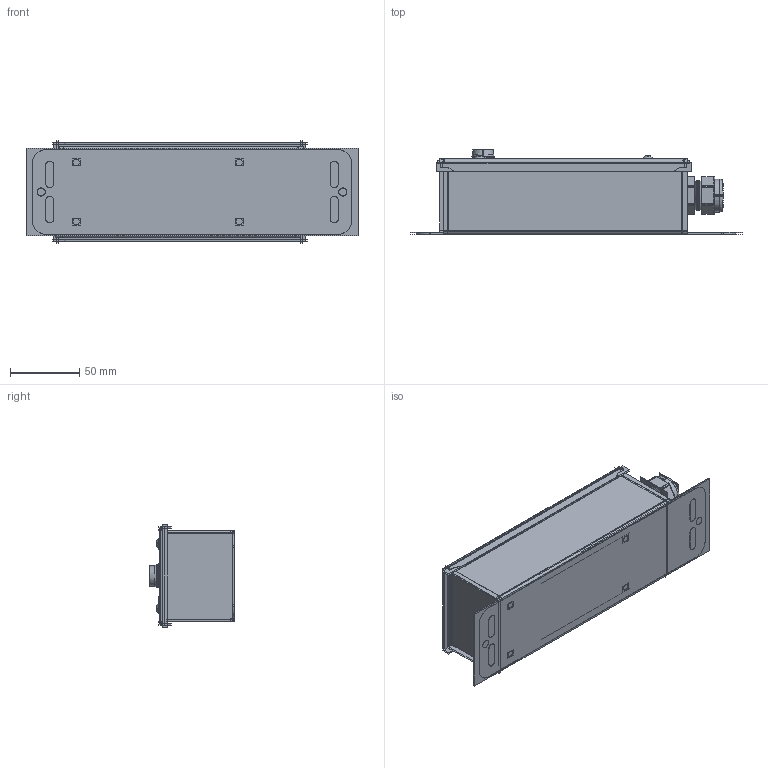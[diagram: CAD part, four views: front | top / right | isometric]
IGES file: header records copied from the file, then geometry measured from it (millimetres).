
Start section:  PTC IGES file: 192617.igs
Global section: file name: 192617.igs; native system: Creo Parametric by Parametric Technology Corporation; preprocessor: 2013230; author: pdmadmin; organization: Unknown; date: 20160127.160030; units: millimetre
Bounding box: 240.39 x 61.43 x 73.96 mm (x, y, z)
Volume: 92961.7 mm3; surface area: 686239.2 mm2
Topology: 29 solids, 33 shells, 1734 faces, 8412 edges, 10584 vertices
Faces by surface type: revolution 930, bspline 804
